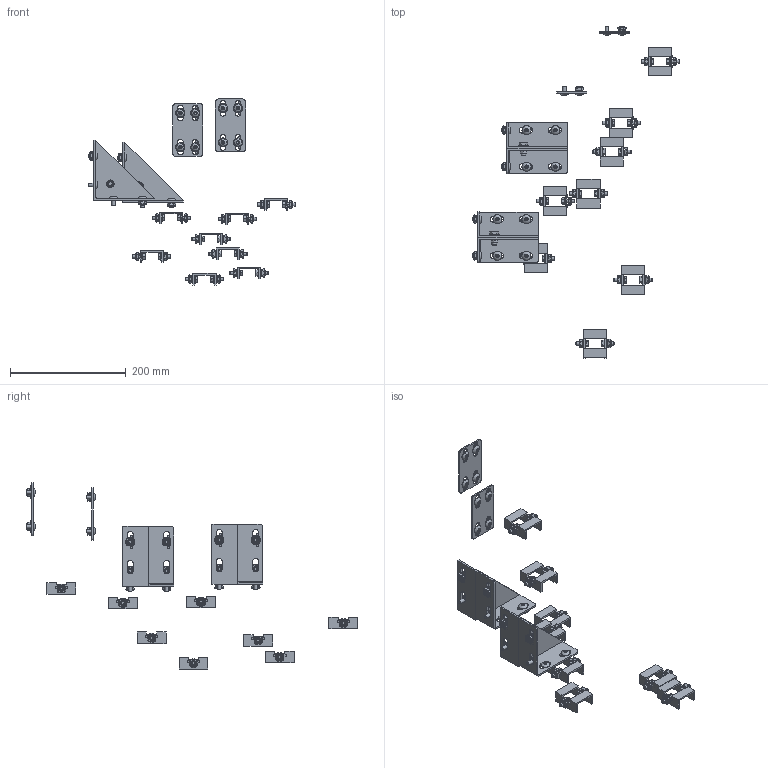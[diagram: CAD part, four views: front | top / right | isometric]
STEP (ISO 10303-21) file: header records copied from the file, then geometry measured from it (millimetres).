
FILE_DESCRIPTION (( 'STEP AP203' ), '1' );
FILE_NAME ('URR700_Default.step', '2025-05-14T13:11:19', ( 'Windows User' ), ( 'AUTOMATION DIRECT' ), 'SwSTEP 2.0', 'SolidWorks 2024', '' );
FILE_SCHEMA (( 'CONFIG_CONTROL_DESIGN' ));
Length unit declared in the file: millimetre
Products named in the file (13): Staffa posteriore di unione-3; Staffa angolare di unione-0; VTR616; DGM901; Staffa posteriore di unione; VBC612; Staffa angolare di unione; Dado flangiato M6; URR700_Default; Staffa angolare di unione-1; VTR800; Staffa frontale di unione-2; Staffa frontale di unione
Assembly tree (40 placements, depth 3):
  URR700_Default
    Staffa angolare di unione  x2
      Staffa angolare di unione-0
      Staffa angolare di unione-1
      VTR800
      Dado flangiato M6
      VBC612
      DGM901
    Staffa frontale di unione  x8
      Staffa frontale di unione-2
      VTR616
      DGM901
    Staffa posteriore di unione  x2
      Staffa posteriore di unione-3
      VBC612
      DGM901
Bounding box: 357.1 x 572.73 x 321.17 mm (x, y, z)
Volume: 304510.7 mm3; surface area: 246098.4 mm2
Topology: 86 solids, 114 shells, 5456 faces, 13950 edges, 8776 vertices
Faces by surface type: plane 3168, cylinder 1050, bspline 864, cone 196, torus 178
Full cylindrical faces by diameter (mm): 3.9 x24, 4.917 x2, 4.92 x28, 6 x40, 8 x46, 8.2 x28, 10 x30, 12 x4, 13 x2, 13.4 x16, 15.7 x24, 17 x2
Entity records: 13988 total; most frequent: CARTESIAN_POINT 3606, ORIENTED_EDGE 1732, DIRECTION 1615, EDGE_CURVE 866, AXIS2_PLACEMENT_3D 584, VERTEX_POINT 567, LINE 447, VECTOR 447
